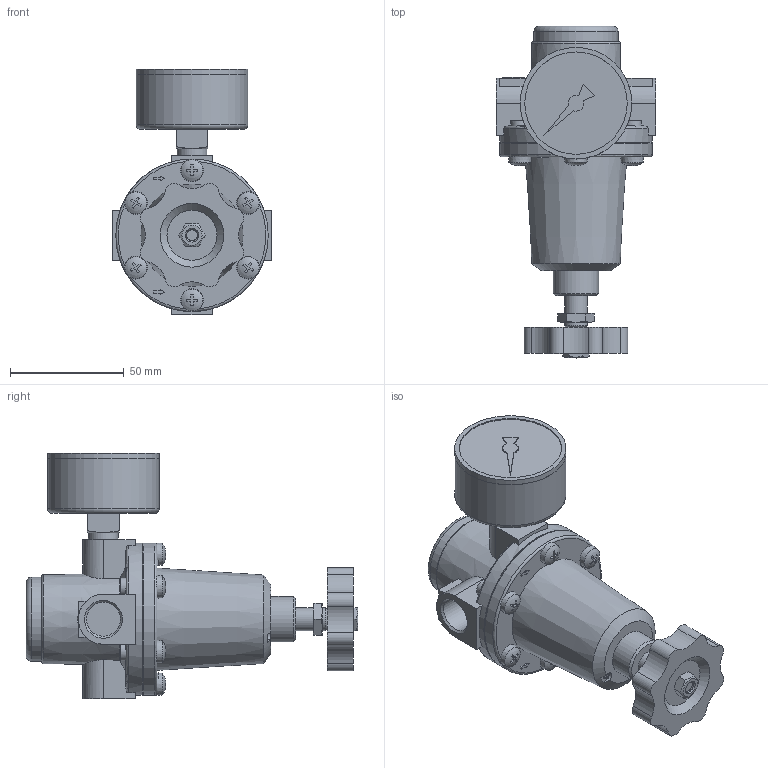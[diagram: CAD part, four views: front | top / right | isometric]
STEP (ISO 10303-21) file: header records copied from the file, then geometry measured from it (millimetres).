
FILE_DESCRIPTION( ( 'STEP AP203' ), '1' );
FILE_NAME( '9.1522.00.032.0V.stp', '2018-12-11T10:07:03', ( '' ), ( '' ), ' ', 'PARTsolutions', ' ' );
FILE_SCHEMA( ( 'CONFIG_CONTROL_DESIGN' ) );
Length unit declared in the file: millimetre
Products named in the file (3): 9.1522.00.032.0V; _637.35 A(01)-1; _637.35 A-2
Assembly tree (2 placements, depth 2):
  9.1522.00.032.0V
    _637.35 A(01)-1
    _637.35 A-2
Bounding box: 70 x 145.85 x 108 mm (x, y, z)
Volume: 259085.6 mm3; surface area: 42382.2 mm2
Topology: 2 solids, 2 shells, 370 faces, 960 edges, 622 vertices
Faces by surface type: plane 236, cylinder 74, cone 43, torus 11, sphere 6
Full cylindrical faces by diameter (mm): 3 x1, 4.134 x4, 4.917 x1, 5.1 x1, 6 x1, 10 x2, 11.445 x1, 13.157 x1, 13.9 x1, 14.95 x2, 20 x1, 37 x1, 45 x1, 48.96 x1, 49 x2, 67 x2
Entity records: 11247 total; most frequent: CARTESIAN_POINT 2378, DIRECTION 1881, ORIENTED_EDGE 1726, EDGE_CURVE 863, AXIS2_PLACEMENT_3D 719, VERTEX_POINT 588, EDGE_LOOP 469, LINE 443
